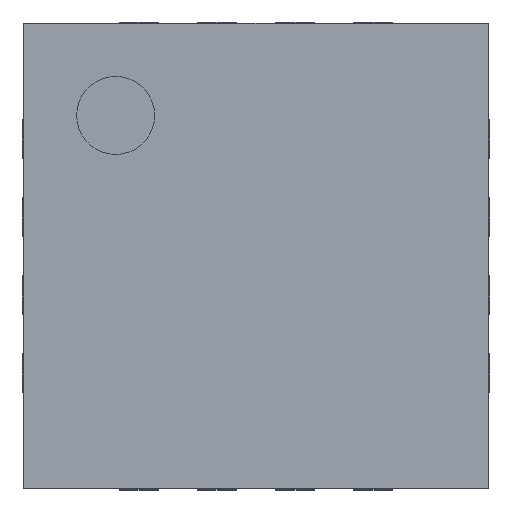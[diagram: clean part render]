
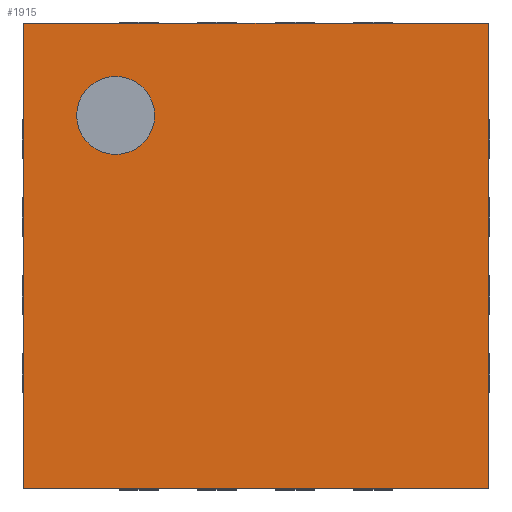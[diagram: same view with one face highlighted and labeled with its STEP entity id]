
A CAD part, top view. The second image highlights one B-rep face of the part: STEP entity #1915.
In plain terms, the highlighted planar face has unit normal (0, 0, 1).
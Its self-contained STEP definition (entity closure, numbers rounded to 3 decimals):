
#12=DIRECTION('',(0.,0.,1.));
#95=DIRECTION('',(0.,0.,-1.));
#152=VECTOR('',#153,1.);
#153=DIRECTION('',(1.,0.,0.));
#157=VECTOR('',#158,1.);
#158=DIRECTION('',(0.,-1.,0.));
#575=VERTEX_POINT('',#576);
#576=CARTESIAN_POINT('',(-1.49,1.49,0.77));
#578=ORIENTED_EDGE('',*,*,#579,.T.);
#579=EDGE_CURVE('',#575,#580,#582,.T.);
#580=VERTEX_POINT('',#581);
#581=CARTESIAN_POINT('',(-1.49,-1.49,0.77));
#582=LINE('',#576,#157);
#658=ORIENTED_EDGE('',*,*,#659,.F.);
#659=EDGE_CURVE('',#575,#660,#662,.T.);
#660=VERTEX_POINT('',#661);
#661=CARTESIAN_POINT('',(1.49,1.49,0.77));
#662=LINE('',#576,#152);
#1193=EDGE_CURVE('',#660,#1194,#1196,.T.);
#1194=VERTEX_POINT('',#1195);
#1195=CARTESIAN_POINT('',(1.49,-1.49,0.77));
#1196=LINE('',#661,#157);
#1270=EDGE_CURVE('',#580,#1194,#1271,.T.);
#1271=LINE('',#581,#152);
#1915=ADVANCED_FACE('',(#1916,#1920),#1929,.T.);
#1916=FACE_BOUND('',#1917,.T.);
#1917=EDGE_LOOP('',(#658,#578,#1918,#1919));
#1918=ORIENTED_EDGE('',*,*,#1270,.T.);
#1919=ORIENTED_EDGE('',*,*,#1193,.F.);
#1920=FACE_BOUND('',#1921,.T.);
#1921=EDGE_LOOP('',(#1922));
#1922=ORIENTED_EDGE('',*,*,#1923,.T.);
#1923=EDGE_CURVE('',#1924,#1924,#1926,.T.);
#1924=VERTEX_POINT('',#1925);
#1925=CARTESIAN_POINT('',(-0.9,0.65,0.77));
#1926=CIRCLE('',#1927,0.25);
#1927=AXIS2_PLACEMENT_3D('',#1928,#95,#158);
#1928=CARTESIAN_POINT('',(-0.9,0.9,0.77));
#1929=PLANE('',#1930);
#1930=AXIS2_PLACEMENT_3D('',#576,#12,#158);
